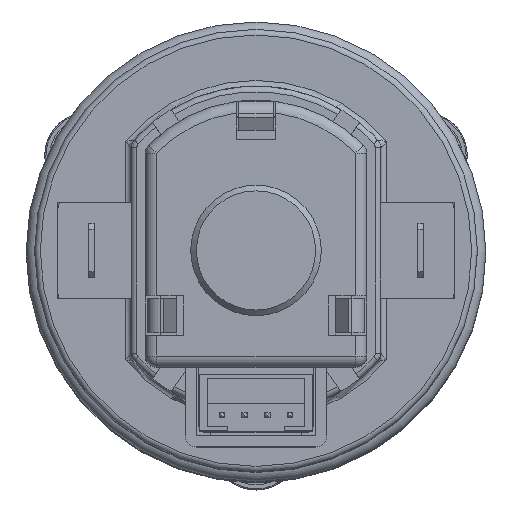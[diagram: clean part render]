
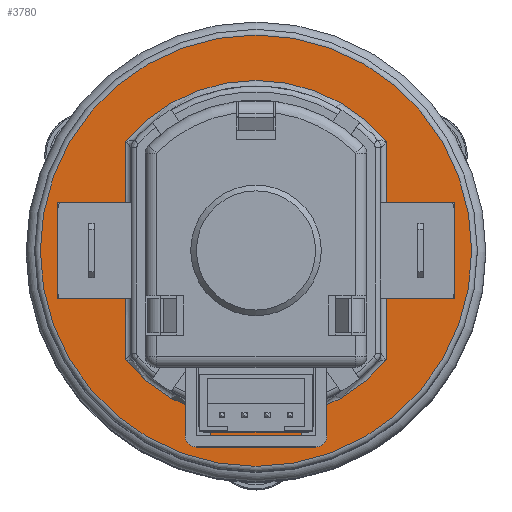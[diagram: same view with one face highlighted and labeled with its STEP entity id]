
A CAD part, top view. The second image highlights one B-rep face of the part: STEP entity #3780.
In plain terms, the highlighted planar face has unit normal (0, 0, 1).
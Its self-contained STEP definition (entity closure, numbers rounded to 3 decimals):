
#730=PLANE('',#11832);
#1257=FACE_OUTER_BOUND('',#5020,.T.);
#2135=LINE('',#18396,#3025);
#2136=LINE('',#18398,#3026);
#2137=LINE('',#18400,#3027);
#2138=LINE('',#18402,#3028);
#2139=LINE('',#18404,#3029);
#2140=LINE('',#18408,#3030);
#2141=LINE('',#18410,#3031);
#2142=LINE('',#18412,#3032);
#2143=LINE('',#18414,#3033);
#2144=LINE('',#18416,#3034);
#3025=VECTOR('',#14658,1.);
#3026=VECTOR('',#14659,1.);
#3027=VECTOR('',#14660,1.);
#3028=VECTOR('',#14661,1.);
#3029=VECTOR('',#14662,1.);
#3030=VECTOR('',#14665,1.);
#3031=VECTOR('',#14666,1.);
#3032=VECTOR('',#14667,1.);
#3033=VECTOR('',#14668,1.);
#3034=VECTOR('',#14669,1.);
#3780=ADVANCED_FACE('',(#4268,#1257),#730,.T.);
#4268=FACE_BOUND('',#5019,.T.);
#5019=EDGE_LOOP('',(#7662,#7663,#7664,#7665,#7666,#7667,#7668,#7669,#7670,
#7671,#7672,#7673));
#5020=EDGE_LOOP('',(#7674));
#7662=ORIENTED_EDGE('',*,*,#10302,.T.);
#7663=ORIENTED_EDGE('',*,*,#10303,.T.);
#7664=ORIENTED_EDGE('',*,*,#10304,.T.);
#7665=ORIENTED_EDGE('',*,*,#10305,.F.);
#7666=ORIENTED_EDGE('',*,*,#10306,.F.);
#7667=ORIENTED_EDGE('',*,*,#10307,.T.);
#7668=ORIENTED_EDGE('',*,*,#10308,.T.);
#7669=ORIENTED_EDGE('',*,*,#10309,.T.);
#7670=ORIENTED_EDGE('',*,*,#10310,.F.);
#7671=ORIENTED_EDGE('',*,*,#10311,.T.);
#7672=ORIENTED_EDGE('',*,*,#10312,.T.);
#7673=ORIENTED_EDGE('',*,*,#10313,.T.);
#7674=ORIENTED_EDGE('',*,*,#10314,.T.);
#8927=VERTEX_POINT('',#18394);
#8928=VERTEX_POINT('',#18395);
#8929=VERTEX_POINT('',#18397);
#8930=VERTEX_POINT('',#18399);
#8931=VERTEX_POINT('',#18401);
#8932=VERTEX_POINT('',#18403);
#8933=VERTEX_POINT('',#18405);
#8934=VERTEX_POINT('',#18407);
#8935=VERTEX_POINT('',#18409);
#8936=VERTEX_POINT('',#18411);
#8937=VERTEX_POINT('',#18413);
#8938=VERTEX_POINT('',#18415);
#8939=VERTEX_POINT('',#18418);
#10302=EDGE_CURVE('',#8927,#8928,#10836,.T.);
#10303=EDGE_CURVE('',#8928,#8929,#2135,.T.);
#10304=EDGE_CURVE('',#8929,#8930,#2136,.T.);
#10305=EDGE_CURVE('',#8931,#8930,#2137,.T.);
#10306=EDGE_CURVE('',#8932,#8931,#2138,.T.);
#10307=EDGE_CURVE('',#8932,#8933,#2139,.T.);
#10308=EDGE_CURVE('',#8933,#8934,#10837,.T.);
#10309=EDGE_CURVE('',#8934,#8935,#2140,.T.);
#10310=EDGE_CURVE('',#8936,#8935,#2141,.T.);
#10311=EDGE_CURVE('',#8936,#8937,#2142,.T.);
#10312=EDGE_CURVE('',#8937,#8938,#2143,.T.);
#10313=EDGE_CURVE('',#8938,#8927,#2144,.T.);
#10314=EDGE_CURVE('',#8939,#8939,#10838,.T.);
#10836=CIRCLE('',#11829,14.996);
#10837=CIRCLE('',#11830,15.);
#10838=CIRCLE('',#11831,19.);
#11829=AXIS2_PLACEMENT_3D('',#18393,#14656,#14657);
#11830=AXIS2_PLACEMENT_3D('',#18406,#14663,#14664);
#11831=AXIS2_PLACEMENT_3D('',#18417,#14670,#14671);
#11832=AXIS2_PLACEMENT_3D('',#18419,#14672,#14673);
#14656=DIRECTION('',(0.,0.,-1.));
#14657=DIRECTION('',(0.,-1.,0.));
#14658=DIRECTION('',(0.,1.,0.));
#14659=DIRECTION('',(-1.,0.,0.));
#14660=DIRECTION('',(0.,-1.,0.));
#14661=DIRECTION('',(-1.,0.,0.));
#14662=DIRECTION('',(0.,1.,0.));
#14663=DIRECTION('',(0.,0.,-1.));
#14664=DIRECTION('',(0.,-1.,0.));
#14665=DIRECTION('',(0.,-1.,0.));
#14666=DIRECTION('',(-1.,0.,0.));
#14667=DIRECTION('',(0.,-1.,0.));
#14668=DIRECTION('',(-1.,0.,0.));
#14669=DIRECTION('',(0.,-1.,0.));
#14670=DIRECTION('',(0.,0.,1.));
#14671=DIRECTION('',(0.,-1.,0.));
#14672=DIRECTION('',(0.,0.,1.));
#14673=DIRECTION('',(0.,-1.,0.));
#18393=CARTESIAN_POINT('',(19.5,19.5,86.2));
#18394=CARTESIAN_POINT('',(31.,9.876,86.2));
#18395=CARTESIAN_POINT('',(8.,9.876,86.2));
#18396=CARTESIAN_POINT('',(8.,15.25,86.2));
#18397=CARTESIAN_POINT('',(8.,15.25,86.2));
#18398=CARTESIAN_POINT('',(8.5,15.25,86.2));
#18399=CARTESIAN_POINT('',(2.,15.25,86.2));
#18400=CARTESIAN_POINT('',(2.,23.75,86.2));
#18401=CARTESIAN_POINT('',(2.,23.75,86.2));
#18402=CARTESIAN_POINT('',(8.5,23.75,86.2));
#18403=CARTESIAN_POINT('',(8.,23.75,86.2));
#18404=CARTESIAN_POINT('',(8.,28.947,86.2));
#18405=CARTESIAN_POINT('',(8.,29.131,86.2));
#18406=CARTESIAN_POINT('',(19.5,19.5,86.2));
#18407=CARTESIAN_POINT('',(31.,29.131,86.2));
#18408=CARTESIAN_POINT('',(31.,19.5,86.2));
#18409=CARTESIAN_POINT('',(31.,23.75,86.2));
#18410=CARTESIAN_POINT('',(37.,23.75,86.2));
#18411=CARTESIAN_POINT('',(37.,23.75,86.2));
#18412=CARTESIAN_POINT('',(37.,23.75,86.2));
#18413=CARTESIAN_POINT('',(37.,15.25,86.2));
#18414=CARTESIAN_POINT('',(37.,15.25,86.2));
#18415=CARTESIAN_POINT('',(31.,15.25,86.2));
#18416=CARTESIAN_POINT('',(31.,19.5,86.2));
#18417=CARTESIAN_POINT('',(19.5,19.5,86.2));
#18418=CARTESIAN_POINT('',(19.5,0.5,86.2));
#18419=CARTESIAN_POINT('',(19.5,19.5,86.2));
